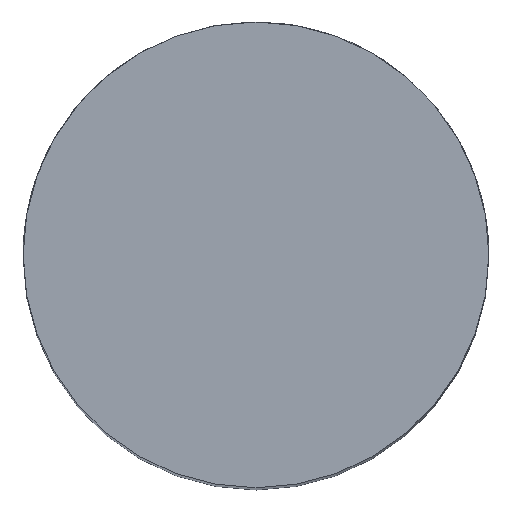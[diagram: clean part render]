
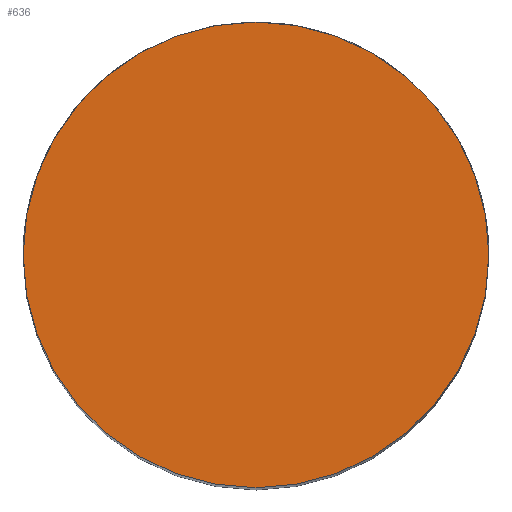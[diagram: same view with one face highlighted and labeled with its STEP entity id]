
A CAD part, top view. The second image highlights one B-rep face of the part: STEP entity #636.
In plain terms, the highlighted planar face has unit normal (0, 0, 1).
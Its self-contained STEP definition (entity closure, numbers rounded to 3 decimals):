
#5 = CARTESIAN_POINT ( 'NONE',  ( 11.1, 0., 31.96 ) ) ;
#64 = PLANE ( 'NONE',  #175 ) ;
#102 = DIRECTION ( 'NONE',  ( 1., 0., 0. ) ) ;
#103 = DIRECTION ( 'NONE',  ( -1., 0., 0. ) ) ;
#113 = AXIS2_PLACEMENT_3D ( 'NONE', #847, #225, #546 ) ;
#175 = AXIS2_PLACEMENT_3D ( 'NONE', #762, #404, #102 ) ;
#204 = EDGE_CURVE ( 'NONE', #440, #617, #732, .T. ) ;
#220 = EDGE_CURVE ( 'NONE', #617, #440, #839, .T. ) ;
#225 = DIRECTION ( 'NONE',  ( 0., 0., -1. ) ) ;
#261 = AXIS2_PLACEMENT_3D ( 'NONE', #584, #335, #103 ) ;
#335 = DIRECTION ( 'NONE',  ( 0., 0., -1. ) ) ;
#403 = ORIENTED_EDGE ( 'NONE', *, *, #204, .F. ) ;
#404 = DIRECTION ( 'NONE',  ( 0., 0., 1. ) ) ;
#410 = CARTESIAN_POINT ( 'NONE',  ( -11.1, 0., 31.96 ) ) ;
#440 = VERTEX_POINT ( 'NONE', #410 ) ;
#460 = ORIENTED_EDGE ( 'NONE', *, *, #220, .F. ) ;
#520 = FACE_OUTER_BOUND ( 'NONE', #600, .T. ) ;
#546 = DIRECTION ( 'NONE',  ( -1., 0., 0. ) ) ;
#584 = CARTESIAN_POINT ( 'NONE',  ( 0., 0., 31.96 ) ) ;
#600 = EDGE_LOOP ( 'NONE', ( #403, #460 ) ) ;
#617 = VERTEX_POINT ( 'NONE', #5 ) ;
#636 = ADVANCED_FACE ( 'NONE', ( #520 ), #64, .T. ) ;
#732 = CIRCLE ( 'NONE', #113, 11.1 ) ;
#762 = CARTESIAN_POINT ( 'NONE',  ( 0., 0., 31.96 ) ) ;
#839 = CIRCLE ( 'NONE', #261, 11.1 ) ;
#847 = CARTESIAN_POINT ( 'NONE',  ( 0., 0., 31.96 ) ) ;
